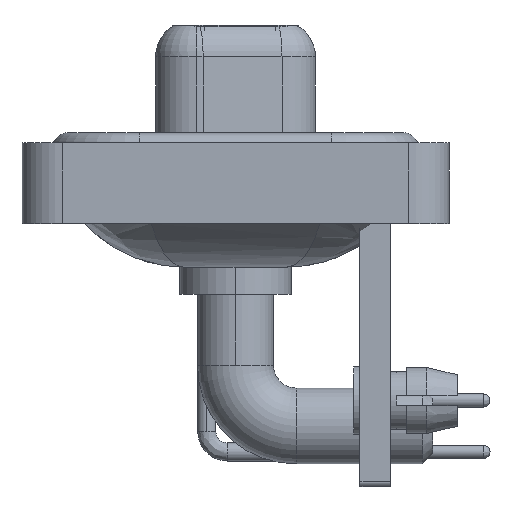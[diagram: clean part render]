
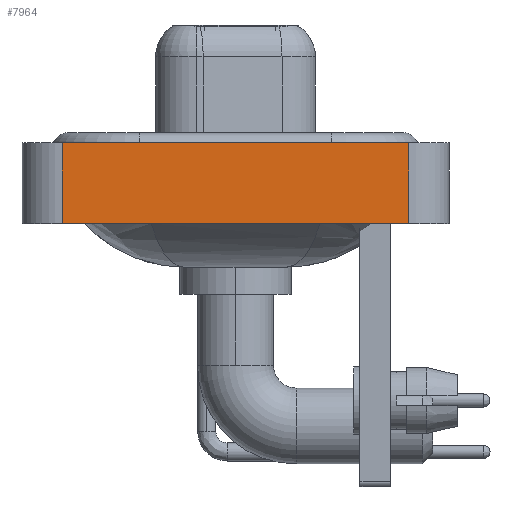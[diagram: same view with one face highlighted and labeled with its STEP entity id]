
A CAD part, left-side view. The second image highlights one B-rep face of the part: STEP entity #7964.
In plain terms, the highlighted planar face has unit normal (-1, 0, 0).
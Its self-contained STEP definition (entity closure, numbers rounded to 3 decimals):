
#116 = EDGE_LOOP ( 'NONE', ( #7803, #3521, #6759, #7082 ) ) ;
#288 = PLANE ( 'NONE',  #2247 ) ;
#1317 = LINE ( 'NONE', #15645, #19364 ) ;
#1559 = LINE ( 'NONE', #21107, #23126 ) ;
#2247 = AXIS2_PLACEMENT_3D ( 'NONE', #22095, #3995, #11265 ) ;
#2519 = VECTOR ( 'NONE', #16380, 1000. ) ;
#2699 = DIRECTION ( 'NONE',  ( 0., -1., 0. ) ) ;
#3521 = ORIENTED_EDGE ( 'NONE', *, *, #16049, .F. ) ;
#3995 = DIRECTION ( 'NONE',  ( -1., 0., 0. ) ) ;
#4680 = VERTEX_POINT ( 'NONE', #8068 ) ;
#4690 = CARTESIAN_POINT ( 'NONE',  ( -7.35, 8.55, -3.6 ) ) ;
#4798 = DIRECTION ( 'NONE',  ( 0., -1., 0. ) ) ;
#6759 = ORIENTED_EDGE ( 'NONE', *, *, #8616, .F. ) ;
#6840 = CARTESIAN_POINT ( 'NONE',  ( -7.35, -8.55, 0.4 ) ) ;
#7082 = ORIENTED_EDGE ( 'NONE', *, *, #14280, .T. ) ;
#7803 = ORIENTED_EDGE ( 'NONE', *, *, #15248, .T. ) ;
#7903 = VECTOR ( 'NONE', #2699, 1000. ) ;
#7964 = ADVANCED_FACE ( 'NONE', ( #16635 ), #288, .T. ) ;
#8068 = CARTESIAN_POINT ( 'NONE',  ( -7.35, -8.55, -3.6 ) ) ;
#8184 = LINE ( 'NONE', #22358, #7903 ) ;
#8616 = EDGE_CURVE ( 'NONE', #11855, #16373, #1317, .T. ) ;
#11265 = DIRECTION ( 'NONE',  ( 0., 0., 1. ) ) ;
#11855 = VERTEX_POINT ( 'NONE', #4690 ) ;
#14280 = EDGE_CURVE ( 'NONE', #11855, #4680, #8184, .T. ) ;
#14711 = CARTESIAN_POINT ( 'NONE',  ( -7.35, -8.55, -3.6 ) ) ;
#14831 = LINE ( 'NONE', #14711, #2519 ) ;
#15248 = EDGE_CURVE ( 'NONE', #4680, #21339, #14831, .T. ) ;
#15645 = CARTESIAN_POINT ( 'NONE',  ( -7.35, 8.55, -3.6 ) ) ;
#16049 = EDGE_CURVE ( 'NONE', #16373, #21339, #1559, .T. ) ;
#16373 = VERTEX_POINT ( 'NONE', #16701 ) ;
#16380 = DIRECTION ( 'NONE',  ( 0., 0., 1. ) ) ;
#16635 = FACE_OUTER_BOUND ( 'NONE', #116, .T. ) ;
#16701 = CARTESIAN_POINT ( 'NONE',  ( -7.35, 8.55, 0.4 ) ) ;
#19364 = VECTOR ( 'NONE', #22879, 1000. ) ;
#21107 = CARTESIAN_POINT ( 'NONE',  ( -7.35, -8.55, 0.4 ) ) ;
#21339 = VERTEX_POINT ( 'NONE', #6840 ) ;
#22095 = CARTESIAN_POINT ( 'NONE',  ( -7.35, -8.55, -3.6 ) ) ;
#22358 = CARTESIAN_POINT ( 'NONE',  ( -7.35, -8.55, -3.6 ) ) ;
#22879 = DIRECTION ( 'NONE',  ( 0., 0., 1. ) ) ;
#23126 = VECTOR ( 'NONE', #4798, 1000. ) ;
